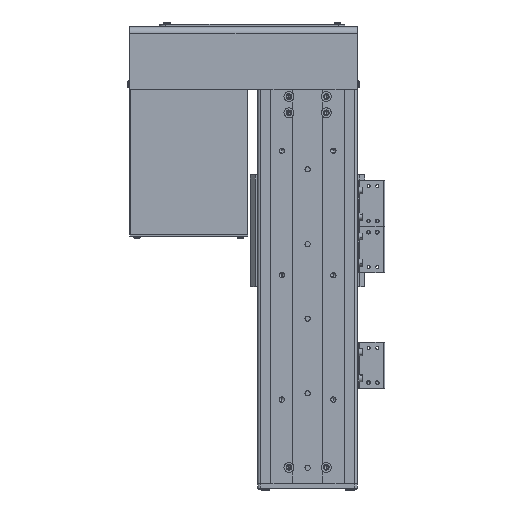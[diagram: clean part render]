
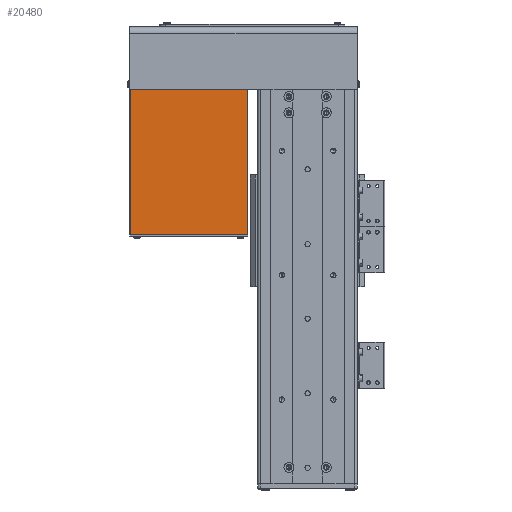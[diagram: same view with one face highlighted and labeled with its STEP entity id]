
A CAD part, front view. The second image highlights one B-rep face of the part: STEP entity #20480.
In plain terms, the highlighted face is planar.
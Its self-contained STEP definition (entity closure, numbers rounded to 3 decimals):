
#154 = DIRECTION ( 'NONE',  ( 0., 0., 1. ) ) ;
#2058 = EDGE_CURVE ( 'NONE', #35200, #23637, #31210, .T. ) ;
#2524 = CARTESIAN_POINT ( 'NONE',  ( 47.5, 33.5, 58.5 ) ) ;
#2905 = EDGE_LOOP ( 'NONE', ( #17560, #52903, #13419, #13196 ) ) ;
#3849 = VECTOR ( 'NONE', #154, 1000. ) ;
#3901 = CARTESIAN_POINT ( 'NONE',  ( -47., 33.5, -58.5 ) ) ;
#4080 = EDGE_CURVE ( 'NONE', #23637, #29737, #50550, .T. ) ;
#4464 = VECTOR ( 'NONE', #9143, 1000. ) ;
#4722 = CARTESIAN_POINT ( 'NONE',  ( 47., 33.5, 58.5 ) ) ;
#6032 = CARTESIAN_POINT ( 'NONE',  ( 47.5, 33.5, -58.5 ) ) ;
#9143 = DIRECTION ( 'NONE',  ( 0., 0., -1. ) ) ;
#9176 = PLANE ( 'NONE',  #22340 ) ;
#13196 = ORIENTED_EDGE ( 'NONE', *, *, #39968, .T. ) ;
#13419 = ORIENTED_EDGE ( 'NONE', *, *, #35754, .F. ) ;
#13951 = VERTEX_POINT ( 'NONE', #54083 ) ;
#16898 = CARTESIAN_POINT ( 'NONE',  ( -47., 33.5, 58.5 ) ) ;
#17560 = ORIENTED_EDGE ( 'NONE', *, *, #2058, .T. ) ;
#18014 = DIRECTION ( 'NONE',  ( 1., 0., 0. ) ) ;
#20480 = ADVANCED_FACE ( 'NONE', ( #26974 ), #9176, .F. ) ;
#22340 = AXIS2_PLACEMENT_3D ( 'NONE', #26707, #44307, #18014 ) ;
#23212 = VECTOR ( 'NONE', #37676, 1000. ) ;
#23637 = VERTEX_POINT ( 'NONE', #3901 ) ;
#26577 = CARTESIAN_POINT ( 'NONE',  ( -47., 33.5, 58.5 ) ) ;
#26707 = CARTESIAN_POINT ( 'NONE',  ( 47.5, 33.5, 58.5 ) ) ;
#26974 = FACE_OUTER_BOUND ( 'NONE', #2905, .T. ) ;
#27883 = LINE ( 'NONE', #4722, #4464 ) ;
#27979 = DIRECTION ( 'NONE',  ( -1., 0., 0. ) ) ;
#29681 = CARTESIAN_POINT ( 'NONE',  ( 47., 33.5, -58.5 ) ) ;
#29737 = VERTEX_POINT ( 'NONE', #16898 ) ;
#31210 = LINE ( 'NONE', #6032, #40110 ) ;
#35200 = VERTEX_POINT ( 'NONE', #29681 ) ;
#35754 = EDGE_CURVE ( 'NONE', #13951, #29737, #46506, .T. ) ;
#37676 = DIRECTION ( 'NONE',  ( -1., 0., 0. ) ) ;
#39968 = EDGE_CURVE ( 'NONE', #13951, #35200, #27883, .T. ) ;
#40110 = VECTOR ( 'NONE', #27979, 1000. ) ;
#44307 = DIRECTION ( 'NONE',  ( 0., -1., 0. ) ) ;
#46506 = LINE ( 'NONE', #2524, #23212 ) ;
#50550 = LINE ( 'NONE', #26577, #3849 ) ;
#52903 = ORIENTED_EDGE ( 'NONE', *, *, #4080, .T. ) ;
#54083 = CARTESIAN_POINT ( 'NONE',  ( 47., 33.5, 58.5 ) ) ;
